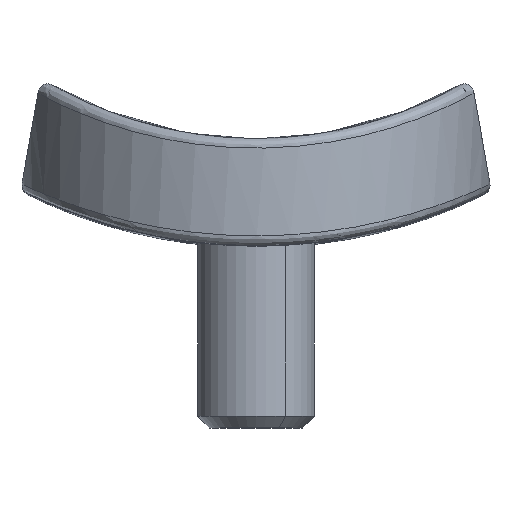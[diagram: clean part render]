
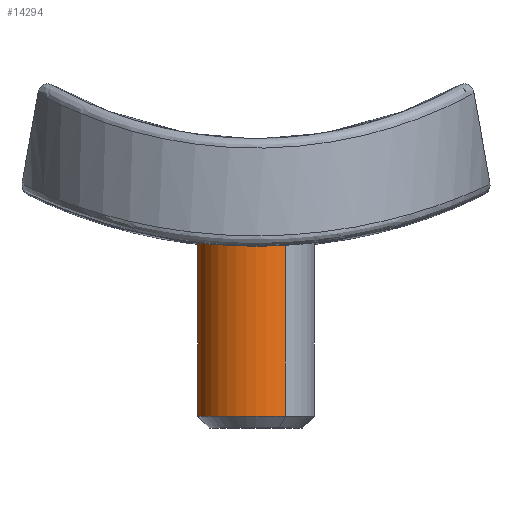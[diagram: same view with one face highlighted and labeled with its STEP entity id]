
A CAD part, top view. The second image highlights one B-rep face of the part: STEP entity #14294.
In plain terms, the highlighted cylindrical face has radius 3 mm (diameter 6 mm), a partial arc.
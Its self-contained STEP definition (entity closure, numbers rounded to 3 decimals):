
#180 = VERTEX_POINT ( 'NONE', #2069 ) ;
#1500 = ORIENTED_EDGE ( 'NONE', *, *, #10070, .F. ) ;
#1907 = EDGE_CURVE ( 'NONE', #19499, #180, #8376, .T. ) ;
#2069 = CARTESIAN_POINT ( 'NONE',  ( 0., 3., 13.4 ) ) ;
#2909 = CYLINDRICAL_SURFACE ( 'NONE', #16796, 3. ) ;
#3006 = EDGE_LOOP ( 'NONE', ( #18808, #17665, #16175, #1500 ) ) ;
#3411 = DIRECTION ( 'NONE',  ( 0., 1., 0. ) ) ;
#4292 = LINE ( 'NONE', #19184, #7891 ) ;
#4431 = EDGE_CURVE ( 'NONE', #180, #8334, #20983, .T. ) ;
#4877 = DIRECTION ( 'NONE',  ( 0., 1., 0. ) ) ;
#5199 = DIRECTION ( 'NONE',  ( 0., 0., -1. ) ) ;
#5346 = CARTESIAN_POINT ( 'NONE',  ( 0., 0., 3.3 ) ) ;
#5989 = CARTESIAN_POINT ( 'NONE',  ( 0., 3., 3.3 ) ) ;
#6942 = DIRECTION ( 'NONE',  ( 0., -1., 0. ) ) ;
#7358 = AXIS2_PLACEMENT_3D ( 'NONE', #5346, #5199, #3411 ) ;
#7891 = VECTOR ( 'NONE', #21011, 1000. ) ;
#8135 = VECTOR ( 'NONE', #8272, 1000. ) ;
#8216 = CARTESIAN_POINT ( 'NONE',  ( 0., -3., 3.3 ) ) ;
#8272 = DIRECTION ( 'NONE',  ( 0., 0., -1. ) ) ;
#8334 = VERTEX_POINT ( 'NONE', #5989 ) ;
#8376 = CIRCLE ( 'NONE', #14214, 3. ) ;
#10070 = EDGE_CURVE ( 'NONE', #10836, #8334, #13416, .T. ) ;
#10754 = CARTESIAN_POINT ( 'NONE',  ( 0., 0., 13.4 ) ) ;
#10836 = VERTEX_POINT ( 'NONE', #8216 ) ;
#11662 = EDGE_CURVE ( 'NONE', #19499, #10836, #4292, .T. ) ;
#13386 = CARTESIAN_POINT ( 'NONE',  ( 0., -3., 13.4 ) ) ;
#13416 = CIRCLE ( 'NONE', #7358, 3. ) ;
#14214 = AXIS2_PLACEMENT_3D ( 'NONE', #10754, #17804, #6942 ) ;
#14294 = ADVANCED_FACE ( 'NONE', ( #18286 ), #2909, .T. ) ;
#15612 = DIRECTION ( 'NONE',  ( 0., 0., -1. ) ) ;
#16175 = ORIENTED_EDGE ( 'NONE', *, *, #4431, .T. ) ;
#16796 = AXIS2_PLACEMENT_3D ( 'NONE', #17513, #15612, #4877 ) ;
#17174 = CARTESIAN_POINT ( 'NONE',  ( 0., 3., 0. ) ) ;
#17513 = CARTESIAN_POINT ( 'NONE',  ( 0., 0., 0. ) ) ;
#17665 = ORIENTED_EDGE ( 'NONE', *, *, #1907, .T. ) ;
#17804 = DIRECTION ( 'NONE',  ( 0., 0., -1. ) ) ;
#18286 = FACE_OUTER_BOUND ( 'NONE', #3006, .T. ) ;
#18808 = ORIENTED_EDGE ( 'NONE', *, *, #11662, .F. ) ;
#19184 = CARTESIAN_POINT ( 'NONE',  ( 0., -3., 0. ) ) ;
#19499 = VERTEX_POINT ( 'NONE', #13386 ) ;
#20983 = LINE ( 'NONE', #17174, #8135 ) ;
#21011 = DIRECTION ( 'NONE',  ( 0., 0., -1. ) ) ;
